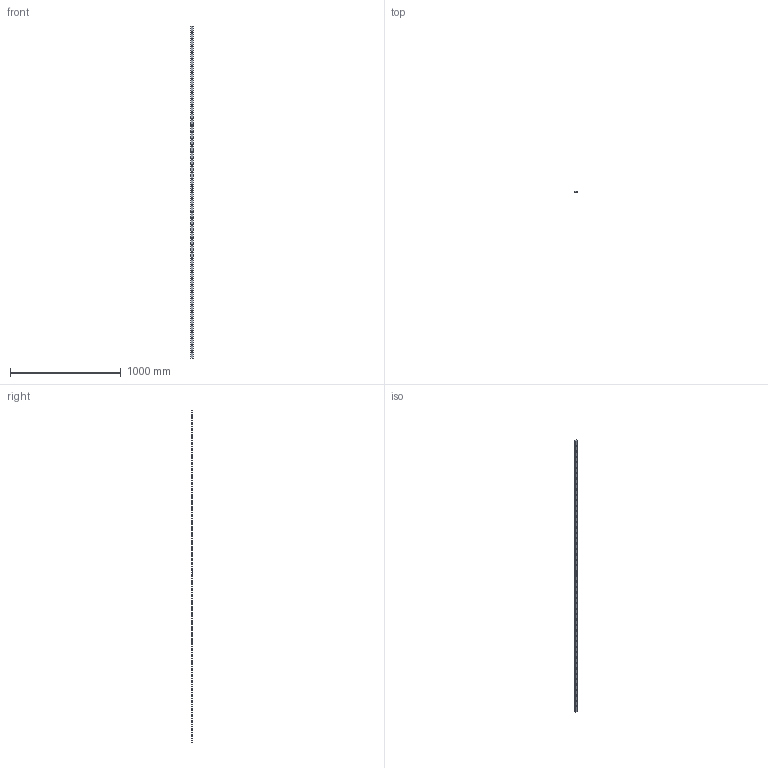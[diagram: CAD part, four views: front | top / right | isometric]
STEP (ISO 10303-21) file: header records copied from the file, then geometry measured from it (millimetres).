
FILE_DESCRIPTION (( 'STEP AP203' ), '1' );
FILE_NAME ('1668-83M.step', '2022-07-04T07:47:19', ( '' ), ( '' ), 'SwSTEP 2.0', 'SolidWorks 2018', '' );
FILE_SCHEMA (( 'CONFIG_CONTROL_DESIGN' ));
Length unit declared in the file: millimetre
Products named in the file (1): 1668-83M
Bounding box: 25 x 8 x 3000 mm (x, y, z)
Volume: 547968 mm3; surface area: 201413.9 mm2
Topology: 1 solids, 1 shells, 323 faces, 885 edges, 590 vertices
Faces by surface type: plane 140, bspline 134, cylinder 49
Full cylindrical faces by diameter (mm): 13 x49
Entity records: 16413 total; most frequent: CARTESIAN_POINT 8956, ORIENTED_EDGE 1672, DIRECTION 1046, EDGE_CURVE 836, VERTEX_POINT 590, EDGE_LOOP 496, LINE 470, VECTOR 470
